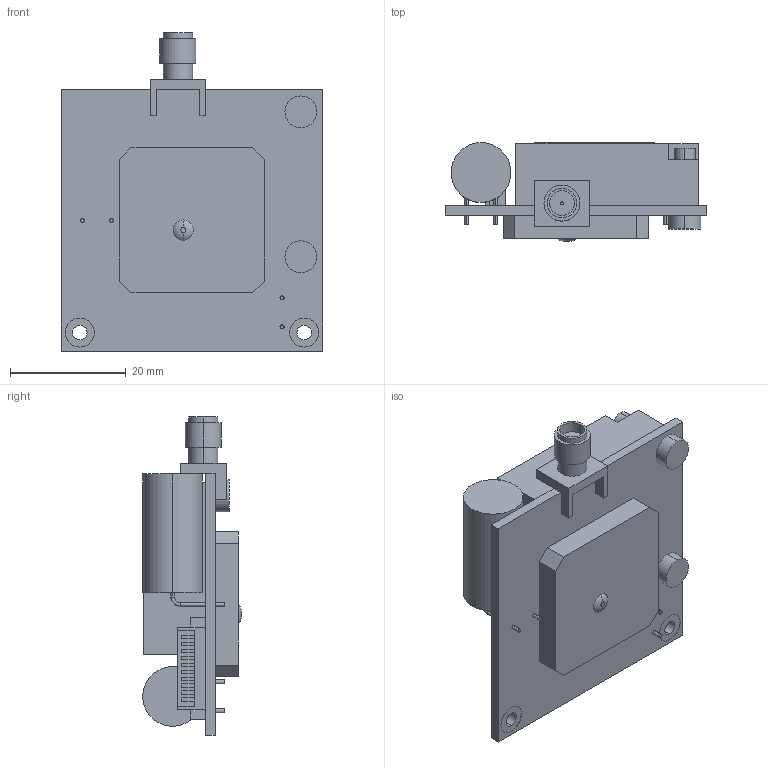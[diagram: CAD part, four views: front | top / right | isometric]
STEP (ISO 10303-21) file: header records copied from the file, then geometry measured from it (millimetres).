
FILE_DESCRIPTION(/* description */ ('VariCAD 2013-2.01 AP-214'),/* implementation_level */ '2;1');
FILE_NAME(/* name */ 'RockBLOCK_9603.stp',/* time_stamp */ '2019-01-12T14:05:20-02:00',/* author */ (''),/* organization */ (''),/* preprocessor_version */ 'ST-DEVELOPER v14',/* originating_system */ 'VariCAD 2013-2.01; kernel version (20130303)',/* authorisation */ '');
FILE_SCHEMA (('AUTOMOTIVE_DESIGN'));
Length unit declared in the file: millimetre
Products named in the file (5): RockBLOCK_9603; RockBLOCK V 3B
Assembly tree (4 placements, depth 2):
  RockBLOCK_9603
    RockBLOCK V 3B
    RockBLOCK V 3B
    RockBLOCK V 3B
    RockBLOCK V 3B
Bounding box: 45.05 x 17 x 54.85 mm (x, y, z)
Volume: 19737.4 mm3; surface area: 10539 mm2
Topology: 4 solids, 4 shells, 196 faces, 462 edges, 306 vertices
Faces by surface type: plane 128, cylinder 58, torus 10
Entity records: 5822 total; most frequent: DIRECTION 1022, CARTESIAN_POINT 977, ORIENTED_EDGE 924, EDGE_CURVE 462, AXIS2_PLACEMENT_3D 351, LINE 320, VECTOR 320, VERTEX_POINT 306
